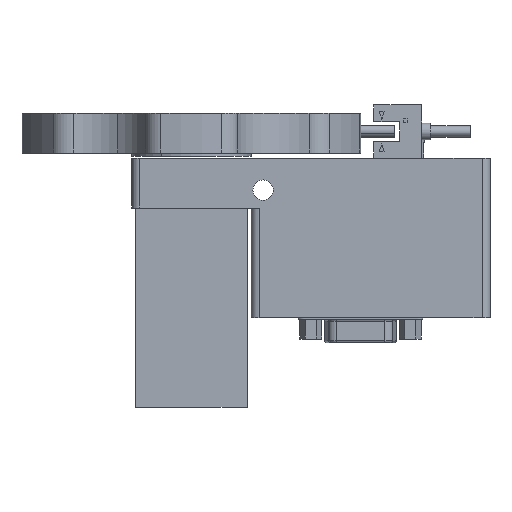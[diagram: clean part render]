
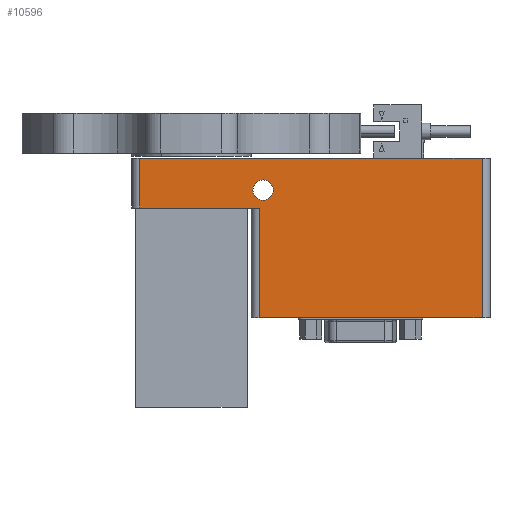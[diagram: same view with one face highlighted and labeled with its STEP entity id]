
A CAD part, left-side view. The second image highlights one B-rep face of the part: STEP entity #10596.
In plain terms, the highlighted planar face has unit normal (-1, 0, 0).
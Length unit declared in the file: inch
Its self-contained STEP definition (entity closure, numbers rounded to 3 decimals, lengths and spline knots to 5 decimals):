
#114 = CARTESIAN_POINT ( 'NONE',  ( -0.59055, -0.66929, 6.06351 ) ) ;
#422 = EDGE_LOOP ( 'NONE', ( #4416, #17407, #13848, #2953, #8456, #2039 ) ) ;
#759 = EDGE_CURVE ( 'NONE', #8855, #4348, #14206, .T. ) ;
#902 = LINE ( 'NONE', #5131, #10837 ) ;
#951 = CARTESIAN_POINT ( 'NONE',  ( -0.59055, -0.70866, 6.34118 ) ) ;
#969 = LINE ( 'NONE', #5197, #2827 ) ;
#1158 = AXIS2_PLACEMENT_3D ( 'NONE', #6944, #2918, #7308 ) ;
#1169 = VERTEX_POINT ( 'NONE', #3758 ) ;
#1453 = VECTOR ( 'NONE', #6427, 39.37008 ) ;
#1870 = EDGE_CURVE ( 'NONE', #10085, #7905, #9561, .T. ) ;
#2039 = ORIENTED_EDGE ( 'NONE', *, *, #11546, .T. ) ;
#2827 = VECTOR ( 'NONE', #10764, 39.37008 ) ;
#2918 = DIRECTION ( 'NONE',  ( 1., 0., 0. ) ) ;
#2953 = ORIENTED_EDGE ( 'NONE', *, *, #9564, .T. ) ;
#3146 = CARTESIAN_POINT ( 'NONE',  ( -0.59055, -2.87402, 4.98083 ) ) ;
#3758 = CARTESIAN_POINT ( 'NONE',  ( -0.59055, -2.87402, 6.55564 ) ) ;
#3780 = DIRECTION ( 'NONE',  ( 0., 0., -1. ) ) ;
#3947 = CARTESIAN_POINT ( 'NONE',  ( -0.59055, 0.51181, 6.06351 ) ) ;
#4348 = VERTEX_POINT ( 'NONE', #5801 ) ;
#4416 = ORIENTED_EDGE ( 'NONE', *, *, #14083, .T. ) ;
#4926 = ORIENTED_EDGE ( 'NONE', *, *, #759, .T. ) ;
#5131 = CARTESIAN_POINT ( 'NONE',  ( -0.59055, -2.95276, 6.55564 ) ) ;
#5197 = CARTESIAN_POINT ( 'NONE',  ( -0.59055, 0.51181, 6.06351 ) ) ;
#5385 = LINE ( 'NONE', #10950, #1453 ) ;
#5649 = CARTESIAN_POINT ( 'NONE',  ( -0.59055, -0.66929, 6.55564 ) ) ;
#5801 = CARTESIAN_POINT ( 'NONE',  ( -0.59055, -0.70866, 6.14018 ) ) ;
#5954 = VECTOR ( 'NONE', #11298, 39.37008 ) ;
#6342 = AXIS2_PLACEMENT_3D ( 'NONE', #7815, #9096, #3780 ) ;
#6427 = DIRECTION ( 'NONE',  ( 0., 0., 1. ) ) ;
#6748 = DIRECTION ( 'NONE',  ( 0., 0., -1. ) ) ;
#6943 = FACE_BOUND ( 'NONE', #16832, .T. ) ;
#6944 = CARTESIAN_POINT ( 'NONE',  ( -0.59055, -0.70866, 6.24068 ) ) ;
#7308 = DIRECTION ( 'NONE',  ( 0., 0., -1. ) ) ;
#7380 = LINE ( 'NONE', #14404, #16175 ) ;
#7815 = CARTESIAN_POINT ( 'NONE',  ( -0.59055, -0.70866, 6.24068 ) ) ;
#7905 = VERTEX_POINT ( 'NONE', #14960 ) ;
#8046 = CARTESIAN_POINT ( 'NONE',  ( -0.59055, 0.51181, 6.55564 ) ) ;
#8456 = ORIENTED_EDGE ( 'NONE', *, *, #10498, .F. ) ;
#8645 = CARTESIAN_POINT ( 'NONE',  ( -0.59055, -2.95276, 4.98083 ) ) ;
#8855 = VERTEX_POINT ( 'NONE', #951 ) ;
#9065 = CIRCLE ( 'NONE', #1158, 0.1005 ) ;
#9096 = DIRECTION ( 'NONE',  ( 1., 0., 0. ) ) ;
#9561 = LINE ( 'NONE', #5649, #12198 ) ;
#9564 = EDGE_CURVE ( 'NONE', #17092, #1169, #5385, .T. ) ;
#9679 = FACE_OUTER_BOUND ( 'NONE', #422, .T. ) ;
#10085 = VERTEX_POINT ( 'NONE', #114 ) ;
#10189 = LINE ( 'NONE', #8645, #5954 ) ;
#10498 = EDGE_CURVE ( 'NONE', #17907, #1169, #902, .T. ) ;
#10596 = ADVANCED_FACE ( 'NONE', ( #6943, #9679 ), #15265, .F. ) ;
#10691 = DIRECTION ( 'NONE',  ( 0., -1., 0. ) ) ;
#10764 = DIRECTION ( 'NONE',  ( 0., 0., -1. ) ) ;
#10837 = VECTOR ( 'NONE', #10691, 39.37008 ) ;
#10950 = CARTESIAN_POINT ( 'NONE',  ( -0.59055, -2.87402, 6.55564 ) ) ;
#11298 = DIRECTION ( 'NONE',  ( 0., -1., 0. ) ) ;
#11546 = EDGE_CURVE ( 'NONE', #17907, #17700, #969, .T. ) ;
#12198 = VECTOR ( 'NONE', #6748, 39.37008 ) ;
#12785 = CARTESIAN_POINT ( 'NONE',  ( -0.59055, -2.95276, 6.55564 ) ) ;
#12815 = ORIENTED_EDGE ( 'NONE', *, *, #17032, .T. ) ;
#13487 = AXIS2_PLACEMENT_3D ( 'NONE', #12785, #15351, #16741 ) ;
#13848 = ORIENTED_EDGE ( 'NONE', *, *, #14080, .T. ) ;
#14080 = EDGE_CURVE ( 'NONE', #7905, #17092, #10189, .T. ) ;
#14083 = EDGE_CURVE ( 'NONE', #17700, #10085, #7380, .T. ) ;
#14206 = CIRCLE ( 'NONE', #6342, 0.1005 ) ;
#14218 = DIRECTION ( 'NONE',  ( 0., -1., 0. ) ) ;
#14404 = CARTESIAN_POINT ( 'NONE',  ( -0.59055, -2.95276, 6.06351 ) ) ;
#14960 = CARTESIAN_POINT ( 'NONE',  ( -0.59055, -0.66929, 4.98083 ) ) ;
#15265 = PLANE ( 'NONE',  #13487 ) ;
#15351 = DIRECTION ( 'NONE',  ( 1., 0., 0. ) ) ;
#16175 = VECTOR ( 'NONE', #14218, 39.37008 ) ;
#16741 = DIRECTION ( 'NONE',  ( 0., 0., -1. ) ) ;
#16832 = EDGE_LOOP ( 'NONE', ( #12815, #4926 ) ) ;
#17032 = EDGE_CURVE ( 'NONE', #4348, #8855, #9065, .T. ) ;
#17092 = VERTEX_POINT ( 'NONE', #3146 ) ;
#17407 = ORIENTED_EDGE ( 'NONE', *, *, #1870, .T. ) ;
#17700 = VERTEX_POINT ( 'NONE', #3947 ) ;
#17907 = VERTEX_POINT ( 'NONE', #8046 ) ;
